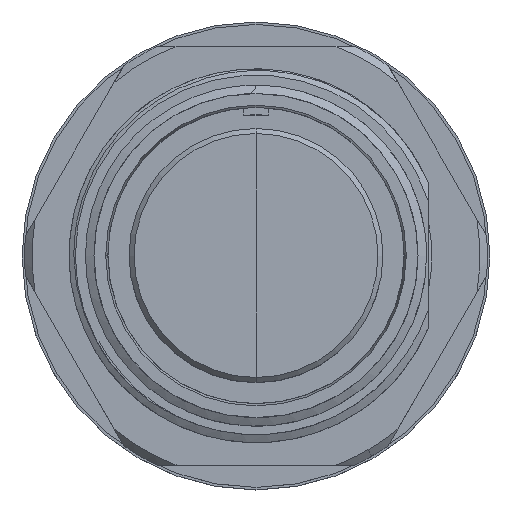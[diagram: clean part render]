
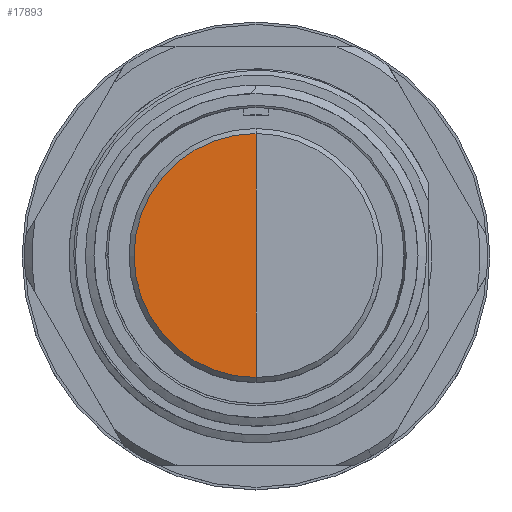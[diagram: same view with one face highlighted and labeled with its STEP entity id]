
A CAD part, top view. The second image highlights one B-rep face of the part: STEP entity #17893.
In plain terms, the highlighted conical face has half-angle 90 degrees and reference radius 12.383 mm.
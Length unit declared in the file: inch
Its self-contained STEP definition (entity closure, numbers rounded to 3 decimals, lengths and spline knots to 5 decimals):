
#105 = VERTEX_POINT ( 'NONE', #2229 ) ;
#1098 = CIRCLE ( 'NONE', #2330, 0.4875 ) ;
#2227 = CARTESIAN_POINT ( 'NONE',  ( 0., 0.4875, -0.01 ) ) ;
#2229 = CARTESIAN_POINT ( 'NONE',  ( 0., 0., -0.01 ) ) ;
#2282 = VECTOR ( 'NONE', #8934, 39.37008 ) ;
#2330 = AXIS2_PLACEMENT_3D ( 'NONE', #7874, #18363, #5165 ) ;
#2560 = EDGE_LOOP ( 'NONE', ( #11721, #3416, #17590 ) ) ;
#2988 = DIRECTION ( 'NONE',  ( 0., -1., 0. ) ) ;
#3416 = ORIENTED_EDGE ( 'NONE', *, *, #11520, .T. ) ;
#3521 = CARTESIAN_POINT ( 'NONE',  ( 0., -0.4875, -0.01 ) ) ;
#4504 = CARTESIAN_POINT ( 'NONE',  ( 0., 0., -0.01 ) ) ;
#4562 = CONICAL_SURFACE ( 'NONE', #7961, 0.4875, 1.571 ) ;
#4744 = EDGE_CURVE ( 'NONE', #6769, #14188, #1098, .T. ) ;
#5075 = VECTOR ( 'NONE', #5932, 39.37008 ) ;
#5165 = DIRECTION ( 'NONE',  ( 0., 1., 0. ) ) ;
#5736 = LINE ( 'NONE', #9132, #2282 ) ;
#5932 = DIRECTION ( 'NONE',  ( 0., 1., 0. ) ) ;
#6769 = VERTEX_POINT ( 'NONE', #3521 ) ;
#7874 = CARTESIAN_POINT ( 'NONE',  ( 0., 0., -0.01 ) ) ;
#7961 = AXIS2_PLACEMENT_3D ( 'NONE', #4504, #17725, #2988 ) ;
#8934 = DIRECTION ( 'NONE',  ( 0., -1., 0. ) ) ;
#9132 = CARTESIAN_POINT ( 'NONE',  ( 0., -0.4875, -0.01 ) ) ;
#11520 = EDGE_CURVE ( 'NONE', #105, #14188, #11746, .T. ) ;
#11721 = ORIENTED_EDGE ( 'NONE', *, *, #15786, .F. ) ;
#11746 = LINE ( 'NONE', #15980, #5075 ) ;
#14188 = VERTEX_POINT ( 'NONE', #2227 ) ;
#15786 = EDGE_CURVE ( 'NONE', #105, #6769, #5736, .T. ) ;
#15980 = CARTESIAN_POINT ( 'NONE',  ( 0., 0.4875, -0.01 ) ) ;
#17590 = ORIENTED_EDGE ( 'NONE', *, *, #4744, .F. ) ;
#17725 = DIRECTION ( 'NONE',  ( 0., 0., 1. ) ) ;
#17893 = ADVANCED_FACE ( 'NONE', ( #17908 ), #4562, .F. ) ;
#17908 = FACE_OUTER_BOUND ( 'NONE', #2560, .T. ) ;
#18363 = DIRECTION ( 'NONE',  ( 0., 0., -1. ) ) ;
